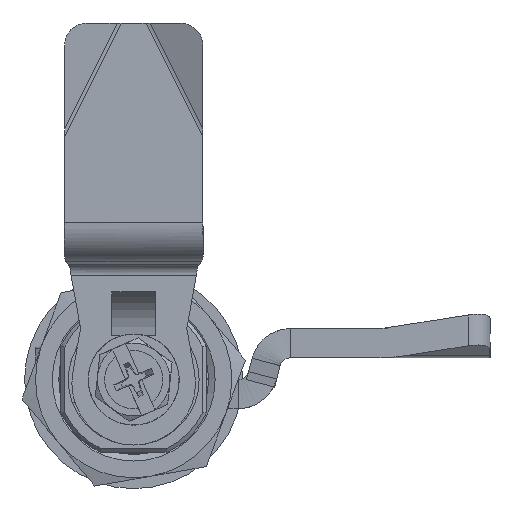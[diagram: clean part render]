
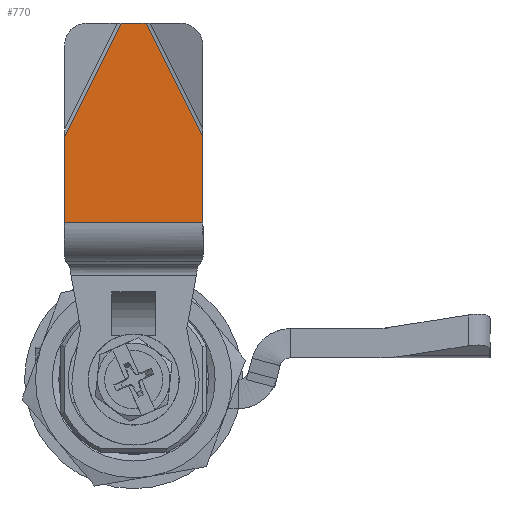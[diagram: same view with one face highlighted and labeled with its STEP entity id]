
A CAD part, front view. The second image highlights one B-rep face of the part: STEP entity #770.
In plain terms, the highlighted face is planar.
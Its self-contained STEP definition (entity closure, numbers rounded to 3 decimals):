
#770 = ADVANCED_FACE( '', ( #1639 ), #1640, .F. );
#1639 = FACE_OUTER_BOUND( '', #2685, .T. );
#1640 = PLANE( '', #2686 );
#2685 = EDGE_LOOP( '', ( #6142, #6143, #6144, #6145, #6146, #6147 ) );
#2686 = AXIS2_PLACEMENT_3D( '', #6148, #6149, #6150 );
#6142 = ORIENTED_EDGE( '', *, *, #7484, .F. );
#6143 = ORIENTED_EDGE( '', *, *, #7462, .F. );
#6144 = ORIENTED_EDGE( '', *, *, #7482, .F. );
#6145 = ORIENTED_EDGE( '', *, *, #7476, .F. );
#6146 = ORIENTED_EDGE( '', *, *, #7480, .F. );
#6147 = ORIENTED_EDGE( '', *, *, #7450, .F. );
#6148 = CARTESIAN_POINT( '', ( -5.874, 0., 7.003 ) );
#6149 = DIRECTION( '', ( 0., 0., -1. ) );
#6150 = DIRECTION( '', ( -1., 0., 0. ) );
#7450 = EDGE_CURVE( '', #9281, #9300, #9301, .T. );
#7462 = EDGE_CURVE( '', #9321, #9311, #9323, .T. );
#7476 = EDGE_CURVE( '', #9344, #9346, #9347, .T. );
#7480 = EDGE_CURVE( '', #9300, #9344, #9351, .T. );
#7482 = EDGE_CURVE( '', #9346, #9321, #9353, .T. );
#7484 = EDGE_CURVE( '', #9311, #9281, #9355, .F. );
#9281 = VERTEX_POINT( '', #12453 );
#9300 = VERTEX_POINT( '', #12529 );
#9301 = LINE( '', #12530, #12531 );
#9311 = VERTEX_POINT( '', #12544 );
#9321 = VERTEX_POINT( '', #12558 );
#9323 = LINE( '', #12560, #12561 );
#9344 = VERTEX_POINT( '', #12589 );
#9346 = VERTEX_POINT( '', #12591 );
#9347 = LINE( '', #12592, #12593 );
#9351 = LINE( '', #12599, #12600 );
#9353 = LINE( '', #12603, #12604 );
#9355 = LINE( '', #12606, #12607 );
#12453 = CARTESIAN_POINT( '', ( 21.597, 9.5, 7.003 ) );
#12529 = CARTESIAN_POINT( '', ( 33.423, 9.5, 7.003 ) );
#12530 = CARTESIAN_POINT( '', ( -5.874, 9.5, 7.003 ) );
#12531 = VECTOR( '', #14242, 1000. );
#12544 = CARTESIAN_POINT( '', ( 21.597, -9.5, 7.003 ) );
#12558 = CARTESIAN_POINT( '', ( 33.423, -9.5, 7.003 ) );
#12560 = CARTESIAN_POINT( '', ( -5.874, -9.5, 7.003 ) );
#12561 = VECTOR( '', #14261, 1000. );
#12589 = CARTESIAN_POINT( '', ( 48.996, 1.713, 7.003 ) );
#12591 = CARTESIAN_POINT( '', ( 48.996, -1.713, 7.003 ) );
#12592 = CARTESIAN_POINT( '', ( 48.996, 0., 7.003 ) );
#12593 = VECTOR( '', #14287, 1000. );
#12599 = CARTESIAN_POINT( '', ( 5.786, 23.319, 7.003 ) );
#12600 = VECTOR( '', #14293, 1000. );
#12603 = CARTESIAN_POINT( '', ( 5.786, -23.319, 7.003 ) );
#12604 = VECTOR( '', #14295, 1000. );
#12606 = CARTESIAN_POINT( '', ( 21.597, 9.5, 7.003 ) );
#12607 = VECTOR( '', #14299, 1000. );
#14242 = DIRECTION( '', ( 1., 0., 0. ) );
#14261 = DIRECTION( '', ( -1., 0., 0. ) );
#14287 = DIRECTION( '', ( 0., -1., 0. ) );
#14293 = DIRECTION( '', ( 0.894, -0.447, 0. ) );
#14295 = DIRECTION( '', ( -0.894, -0.447, 0. ) );
#14299 = DIRECTION( '', ( 0., -1., 0. ) );
